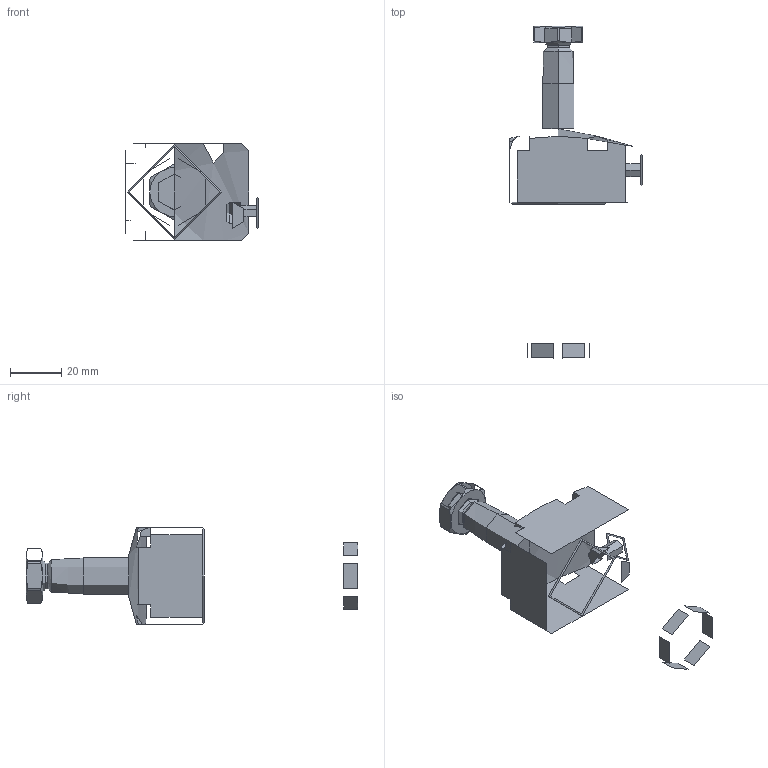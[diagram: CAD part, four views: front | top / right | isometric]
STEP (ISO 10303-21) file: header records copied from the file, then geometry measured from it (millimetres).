
FILE_DESCRIPTION (( 'STEP AP203' ), '1' );
FILE_NAME ('HCTT01-R.STEP', '2019-10-14T06:20:05', ( '微软用户' ), ( '微软中国' ), 'SwSTEP 2.0', 'SolidWorks 2012', '' );
FILE_SCHEMA (( 'CONFIG_CONTROL_DESIGN' ));
Length unit declared in the file: millimetre
Products named in the file (5): HCTT01掛极_______; HCTT01活塞杆_______; HCTT01蹟譫_______; HCTT01黑芛_______; HCTT01-R
Assembly tree (4 placements, depth 2):
  HCTT01-R
    HCTT01掛极_______
    HCTT01活塞杆_______
    HCTT01蹟譫_______
    HCTT01黑芛_______
Bounding box: 51.8 x 129 x 38 mm (x, y, z)
Volume: 5343.5 mm3
Topology: 4 solids, 73 shells, 136 faces, 215 edges, 166 vertices
Faces by surface type: plane 54, cylinder 45, cone 32, torus 4, sphere 1
Full cylindrical faces by diameter (mm): 4.3 x6, 6 x2, 8 x1, 8.3 x2, 9.728 x3, 10.2 x1, 14 x3, 17.5 x2, 26 x2, 35 x2
Entity records: 5212 total; most frequent: CARTESIAN_POINT 1171, DIRECTION 791, ORIENTED_EDGE 750, EDGE_CURVE 294, VERTEX_POINT 236, AXIS2_PLACEMENT_3D 236, VECTOR 175, LINE 175
